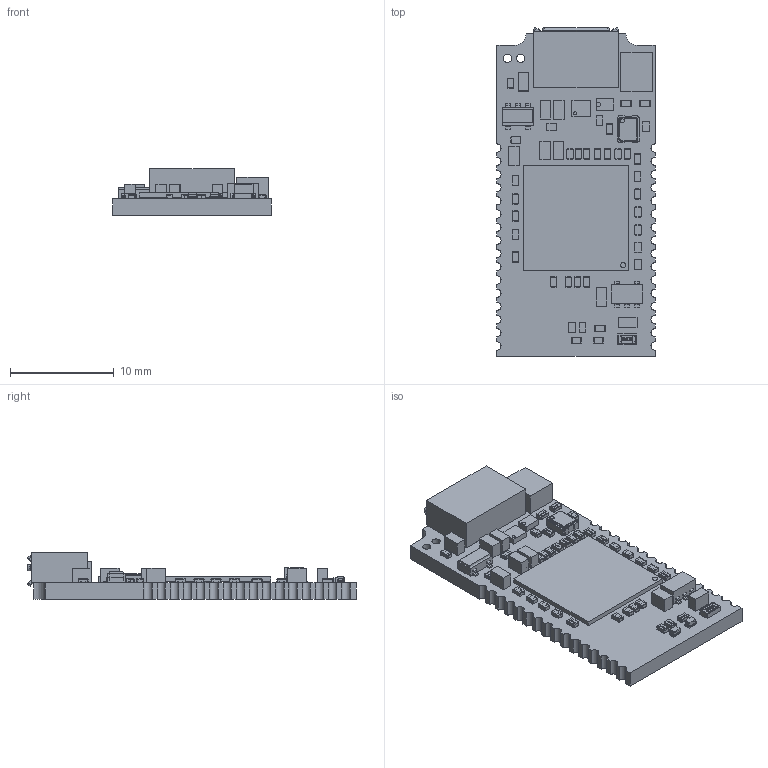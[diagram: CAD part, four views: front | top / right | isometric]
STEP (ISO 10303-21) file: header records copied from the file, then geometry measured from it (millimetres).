
FILE_DESCRIPTION(/* description */ (''),/* implementation_level */ '2;1');
FILE_NAME(/* name */ 'STLINK-V3MODS.step',/* time_stamp */ '2023-10-02T23:40:36-04:00',/* author */ (''),/* organization */ (''),/* preprocessor_version */ 'ST-DEVELOPER v20',/* originating_system */ 'Autodesk Translation Framework v12.14.0.127',/* authorisation */ '');
FILE_SCHEMA (('AUTOMOTIVE_DESIGN { 1 0 10303 214 3 1 1 }'));
Length unit declared in the file: millimetre
Products named in the file (113): (Unsaved); Board; LD3; LED0402_greenH05; 1032282120; Extruded (1); R22; C2; C3; C4; C5; C6; C7; C8; C9; C10; C11; C12; C13; C14; C15; C16; C17; C18; C19; C20; C21; C22; C23; C24; C25; C26; C27; C0402; C28; CN1; MOLEX_105017-0001; Open CASCADE STEP translator 6.8 1.31.1.1; Open CASCADE STEP translator 6.8 1.31.1.2; 1032283344 ...
Assembly tree (391 placements, depth 4):
  (Unsaved)
    Board
    LD3
      LED0402_greenH05
      1032281848
        Extruded
      1032282120
        Extruded (1)
    R22
      R0402
      1032283752
        Extruded (2)
    C2
      C0402
      1032283752
        Extruded (2)
    C3
      C0603
      1032283616
        Extruded (3)
    C4
      C0603
      1032283616
        Extruded (3)
    C5
      C0402
      1032280760
        Extruded (4)
    C6
      C0402
      1032280760
        Extruded (4)
    C7
      C0402
      1032283752
        Extruded (2)
    C8
      C0402
      1032280760
        Extruded (4)
    C9
      C0402
      1032280760
        Extruded (4)
    C10
      C0402
      1032280760
        Extruded (4)
    C11
      C0402
      1032280760
        Extruded (4)
    C12
      C0402
      1032280760
        Extruded (4)
    C13
      C0402
      1032280760
        Extruded (4)
Bounding box: 15.24 x 31.67 x 4.47 mm (x, y, z)
Volume: 1029.9 mm3; surface area: 2328.8 mm2
Topology: 338 solids, 338 shells, 6801 faces, 15882 edges, 9036 vertices
Faces by surface type: cylinder 2280, plane 2171, bspline 1353, sphere 913, torus 84
Full cylindrical faces by diameter (mm): 0.3 x1, 0.4 x2, 0.5 x1, 0.8 x2, 0.9 x2
Entity records: 52797 total; most frequent: CARTESIAN_POINT 14973, DIRECTION 7513, ORIENTED_EDGE 7010, EDGE_CURVE 3505, AXIS2_PLACEMENT_3D 2506, LINE 2501, VECTOR 2501, VERTEX_POINT 2212
